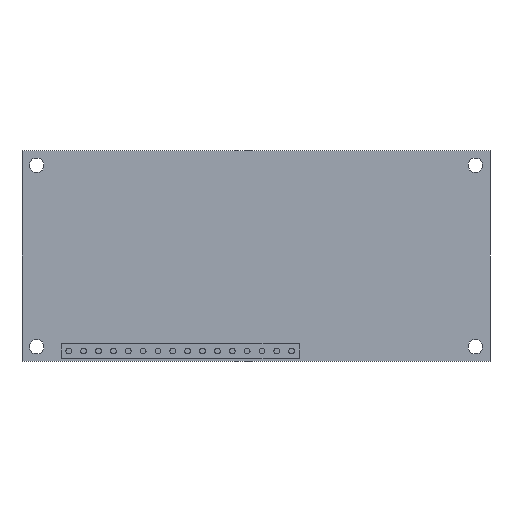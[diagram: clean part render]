
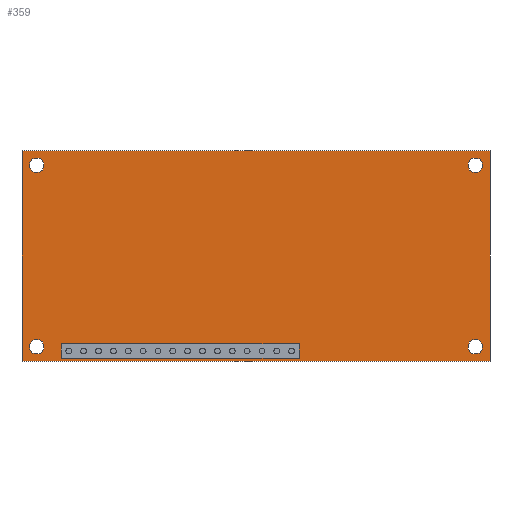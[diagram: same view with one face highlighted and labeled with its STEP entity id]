
A CAD part, front view. The second image highlights one B-rep face of the part: STEP entity #359.
In plain terms, the highlighted planar face has unit normal (0, -1, 0).
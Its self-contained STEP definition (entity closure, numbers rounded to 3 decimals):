
#3 = DIRECTION ( 'NONE',  ( 0., 1., 0. ) ) ;
#19 = DIRECTION ( 'NONE',  ( 0., 0., 1. ) ) ;
#73 = VECTOR ( 'NONE', #2792, 1000. ) ;
#78 = DIRECTION ( 'NONE',  ( 0., 0., 1. ) ) ;
#164 = DIRECTION ( 'NONE',  ( 0., 1., 0. ) ) ;
#216 = CARTESIAN_POINT ( 'NONE',  ( -37.5, 0., 14.25 ) ) ;
#235 = CARTESIAN_POINT ( 'NONE',  ( 7.37, 0., -17.52 ) ) ;
#245 = AXIS2_PLACEMENT_3D ( 'NONE', #2021, #2660, #3315 ) ;
#289 = VERTEX_POINT ( 'NONE', #3009 ) ;
#290 = ORIENTED_EDGE ( 'NONE', *, *, #2472, .F. ) ;
#309 = CARTESIAN_POINT ( 'NONE',  ( 40., 0., 18. ) ) ;
#314 = DIRECTION ( 'NONE',  ( 0., 0., 1. ) ) ;
#324 = VERTEX_POINT ( 'NONE', #3262 ) ;
#330 = PLANE ( 'NONE',  #2603 ) ;
#359 = ADVANCED_FACE ( 'NONE', ( #2677, #777, #4109, #3713, #1027, #3987 ), #330, .F. ) ;
#456 = EDGE_CURVE ( 'NONE', #3420, #3410, #2095, .T. ) ;
#459 = VECTOR ( 'NONE', #2820, 1000. ) ;
#463 = VERTEX_POINT ( 'NONE', #3874 ) ;
#467 = CIRCLE ( 'NONE', #1189, 1.25 ) ;
#535 = ORIENTED_EDGE ( 'NONE', *, *, #4162, .T. ) ;
#589 = ORIENTED_EDGE ( 'NONE', *, *, #2151, .F. ) ;
#644 = ORIENTED_EDGE ( 'NONE', *, *, #1905, .T. ) ;
#656 = ORIENTED_EDGE ( 'NONE', *, *, #3074, .T. ) ;
#709 = ORIENTED_EDGE ( 'NONE', *, *, #2311, .T. ) ;
#712 = ORIENTED_EDGE ( 'NONE', *, *, #3998, .F. ) ;
#757 = VERTEX_POINT ( 'NONE', #2191 ) ;
#777 = FACE_BOUND ( 'NONE', #1544, .T. ) ;
#784 = AXIS2_PLACEMENT_3D ( 'NONE', #1165, #1797, #1784 ) ;
#812 = VECTOR ( 'NONE', #1130, 1000. ) ;
#831 = CARTESIAN_POINT ( 'NONE',  ( 7.37, 0., -14.98 ) ) ;
#862 = CARTESIAN_POINT ( 'NONE',  ( 7.37, 0., -14.98 ) ) ;
#903 = AXIS2_PLACEMENT_3D ( 'NONE', #1350, #1028, #78 ) ;
#922 = ORIENTED_EDGE ( 'NONE', *, *, #2923, .F. ) ;
#928 = CARTESIAN_POINT ( 'NONE',  ( 37.5, 0., -15.5 ) ) ;
#933 = CARTESIAN_POINT ( 'NONE',  ( 40., 0., -18. ) ) ;
#944 = EDGE_LOOP ( 'NONE', ( #535, #709 ) ) ;
#1026 = AXIS2_PLACEMENT_3D ( 'NONE', #3582, #3, #4186 ) ;
#1027 = FACE_OUTER_BOUND ( 'NONE', #2644, .T. ) ;
#1028 = DIRECTION ( 'NONE',  ( 0., 1., 0. ) ) ;
#1062 = CARTESIAN_POINT ( 'NONE',  ( 40., 0., 18. ) ) ;
#1112 = ORIENTED_EDGE ( 'NONE', *, *, #3921, .T. ) ;
#1130 = DIRECTION ( 'NONE',  ( 0., 0., 1. ) ) ;
#1165 = CARTESIAN_POINT ( 'NONE',  ( -37.5, 0., 15.5 ) ) ;
#1189 = AXIS2_PLACEMENT_3D ( 'NONE', #2080, #164, #2096 ) ;
#1208 = VERTEX_POINT ( 'NONE', #1340 ) ;
#1259 = CARTESIAN_POINT ( 'NONE',  ( -33.27, 0., -17.52 ) ) ;
#1340 = CARTESIAN_POINT ( 'NONE',  ( -37.5, 0., -16.75 ) ) ;
#1350 = CARTESIAN_POINT ( 'NONE',  ( -37.5, 0., 15.5 ) ) ;
#1370 = AXIS2_PLACEMENT_3D ( 'NONE', #928, #4175, #4136 ) ;
#1434 = CARTESIAN_POINT ( 'NONE',  ( -33.27, 0., -17.52 ) ) ;
#1463 = DIRECTION ( 'NONE',  ( 0., 0., 1. ) ) ;
#1544 = EDGE_LOOP ( 'NONE', ( #3780, #1112 ) ) ;
#1567 = CIRCLE ( 'NONE', #1370, 1.25 ) ;
#1594 = EDGE_CURVE ( 'NONE', #3248, #1208, #3255, .T. ) ;
#1625 = DIRECTION ( 'NONE',  ( -1., 0., 0. ) ) ;
#1724 = EDGE_CURVE ( 'NONE', #1992, #463, #1860, .T. ) ;
#1784 = DIRECTION ( 'NONE',  ( 0., 0., 1. ) ) ;
#1797 = DIRECTION ( 'NONE',  ( 0., 1., 0. ) ) ;
#1853 = LINE ( 'NONE', #933, #2016 ) ;
#1860 = CIRCLE ( 'NONE', #903, 1.25 ) ;
#1899 = VERTEX_POINT ( 'NONE', #3702 ) ;
#1905 = EDGE_CURVE ( 'NONE', #463, #1992, #2531, .T. ) ;
#1933 = DIRECTION ( 'NONE',  ( 0., 1., 0. ) ) ;
#1981 = CARTESIAN_POINT ( 'NONE',  ( 0., 0., 0. ) ) ;
#1992 = VERTEX_POINT ( 'NONE', #216 ) ;
#2016 = VECTOR ( 'NONE', #2216, 1000. ) ;
#2021 = CARTESIAN_POINT ( 'NONE',  ( 37.5, 0., -15.5 ) ) ;
#2051 = CARTESIAN_POINT ( 'NONE',  ( -33.27, 0., -14.98 ) ) ;
#2066 = CARTESIAN_POINT ( 'NONE',  ( 37.5, 0., 16.75 ) ) ;
#2080 = CARTESIAN_POINT ( 'NONE',  ( 37.5, 0., 15.5 ) ) ;
#2095 = LINE ( 'NONE', #2051, #2442 ) ;
#2096 = DIRECTION ( 'NONE',  ( 0., 0., 1. ) ) ;
#2150 = VERTEX_POINT ( 'NONE', #2626 ) ;
#2151 = EDGE_CURVE ( 'NONE', #289, #2826, #3121, .T. ) ;
#2191 = CARTESIAN_POINT ( 'NONE',  ( 37.5, 0., 14.25 ) ) ;
#2216 = DIRECTION ( 'NONE',  ( -1., 0., 0. ) ) ;
#2224 = LINE ( 'NONE', #3104, #73 ) ;
#2238 = ORIENTED_EDGE ( 'NONE', *, *, #1724, .T. ) ;
#2249 = CARTESIAN_POINT ( 'NONE',  ( -37.5, 0., -15.5 ) ) ;
#2290 = AXIS2_PLACEMENT_3D ( 'NONE', #2653, #3692, #3341 ) ;
#2311 = EDGE_CURVE ( 'NONE', #324, #3637, #2496, .T. ) ;
#2333 = CARTESIAN_POINT ( 'NONE',  ( -33.27, 0., -14.98 ) ) ;
#2379 = LINE ( 'NONE', #1434, #4126 ) ;
#2389 = CARTESIAN_POINT ( 'NONE',  ( -40., 0., 18. ) ) ;
#2409 = EDGE_LOOP ( 'NONE', ( #2238, #644 ) ) ;
#2442 = VECTOR ( 'NONE', #1625, 1000. ) ;
#2472 = EDGE_CURVE ( 'NONE', #1899, #289, #3434, .T. ) ;
#2491 = VERTEX_POINT ( 'NONE', #235 ) ;
#2496 = CIRCLE ( 'NONE', #245, 1.25 ) ;
#2517 = CIRCLE ( 'NONE', #2290, 1.25 ) ;
#2531 = CIRCLE ( 'NONE', #784, 1.25 ) ;
#2591 = EDGE_CURVE ( 'NONE', #3410, #3007, #2940, .T. ) ;
#2603 = AXIS2_PLACEMENT_3D ( 'NONE', #1981, #1933, #19 ) ;
#2612 = DIRECTION ( 'NONE',  ( 1., 0., 0. ) ) ;
#2626 = CARTESIAN_POINT ( 'NONE',  ( 40., 0., -18. ) ) ;
#2644 = EDGE_LOOP ( 'NONE', ( #290, #3082, #3423, #589 ) ) ;
#2653 = CARTESIAN_POINT ( 'NONE',  ( 37.5, 0., 15.5 ) ) ;
#2660 = DIRECTION ( 'NONE',  ( 0., 1., 0. ) ) ;
#2677 = FACE_BOUND ( 'NONE', #2409, .T. ) ;
#2679 = ORIENTED_EDGE ( 'NONE', *, *, #456, .F. ) ;
#2792 = DIRECTION ( 'NONE',  ( 0., 0., -1. ) ) ;
#2820 = DIRECTION ( 'NONE',  ( 0., 0., -1. ) ) ;
#2826 = VERTEX_POINT ( 'NONE', #1062 ) ;
#2843 = LINE ( 'NONE', #862, #3971 ) ;
#2851 = EDGE_CURVE ( 'NONE', #757, #2900, #2517, .T. ) ;
#2900 = VERTEX_POINT ( 'NONE', #2066 ) ;
#2923 = EDGE_CURVE ( 'NONE', #2491, #3420, #2843, .T. ) ;
#2940 = LINE ( 'NONE', #3111, #459 ) ;
#3007 = VERTEX_POINT ( 'NONE', #1259 ) ;
#3009 = CARTESIAN_POINT ( 'NONE',  ( -40., 0., 18. ) ) ;
#3029 = DIRECTION ( 'NONE',  ( 1., 0., 0. ) ) ;
#3034 = ORIENTED_EDGE ( 'NONE', *, *, #1594, .T. ) ;
#3074 = EDGE_CURVE ( 'NONE', #1208, #3248, #3775, .T. ) ;
#3082 = ORIENTED_EDGE ( 'NONE', *, *, #3112, .F. ) ;
#3104 = CARTESIAN_POINT ( 'NONE',  ( 40., 0., 18. ) ) ;
#3107 = ORIENTED_EDGE ( 'NONE', *, *, #2591, .F. ) ;
#3111 = CARTESIAN_POINT ( 'NONE',  ( -33.27, 0., -14.98 ) ) ;
#3112 = EDGE_CURVE ( 'NONE', #2150, #1899, #1853, .T. ) ;
#3121 = LINE ( 'NONE', #309, #3591 ) ;
#3218 = DIRECTION ( 'NONE',  ( 0., 1., 0. ) ) ;
#3248 = VERTEX_POINT ( 'NONE', #3654 ) ;
#3255 = CIRCLE ( 'NONE', #3358, 1.25 ) ;
#3262 = CARTESIAN_POINT ( 'NONE',  ( 37.5, 0., -14.25 ) ) ;
#3315 = DIRECTION ( 'NONE',  ( 0., 0., 1. ) ) ;
#3341 = DIRECTION ( 'NONE',  ( 0., 0., 1. ) ) ;
#3358 = AXIS2_PLACEMENT_3D ( 'NONE', #2249, #3218, #314 ) ;
#3410 = VERTEX_POINT ( 'NONE', #2333 ) ;
#3420 = VERTEX_POINT ( 'NONE', #831 ) ;
#3423 = ORIENTED_EDGE ( 'NONE', *, *, #3505, .F. ) ;
#3434 = LINE ( 'NONE', #2389, #812 ) ;
#3505 = EDGE_CURVE ( 'NONE', #2826, #2150, #2224, .T. ) ;
#3549 = CARTESIAN_POINT ( 'NONE',  ( 37.5, 0., -16.75 ) ) ;
#3582 = CARTESIAN_POINT ( 'NONE',  ( -37.5, 0., -15.5 ) ) ;
#3591 = VECTOR ( 'NONE', #2612, 1000. ) ;
#3637 = VERTEX_POINT ( 'NONE', #3549 ) ;
#3654 = CARTESIAN_POINT ( 'NONE',  ( -37.5, 0., -14.25 ) ) ;
#3692 = DIRECTION ( 'NONE',  ( 0., 1., 0. ) ) ;
#3702 = CARTESIAN_POINT ( 'NONE',  ( -40., 0., -18. ) ) ;
#3713 = FACE_BOUND ( 'NONE', #3948, .T. ) ;
#3775 = CIRCLE ( 'NONE', #1026, 1.25 ) ;
#3780 = ORIENTED_EDGE ( 'NONE', *, *, #2851, .T. ) ;
#3874 = CARTESIAN_POINT ( 'NONE',  ( -37.5, 0., 16.75 ) ) ;
#3921 = EDGE_CURVE ( 'NONE', #2900, #757, #467, .T. ) ;
#3948 = EDGE_LOOP ( 'NONE', ( #656, #3034 ) ) ;
#3971 = VECTOR ( 'NONE', #1463, 1000. ) ;
#3987 = FACE_BOUND ( 'NONE', #4155, .T. ) ;
#3998 = EDGE_CURVE ( 'NONE', #3007, #2491, #2379, .T. ) ;
#4109 = FACE_BOUND ( 'NONE', #944, .T. ) ;
#4126 = VECTOR ( 'NONE', #3029, 1000. ) ;
#4136 = DIRECTION ( 'NONE',  ( 0., 0., 1. ) ) ;
#4155 = EDGE_LOOP ( 'NONE', ( #3107, #2679, #922, #712 ) ) ;
#4162 = EDGE_CURVE ( 'NONE', #3637, #324, #1567, .T. ) ;
#4175 = DIRECTION ( 'NONE',  ( 0., 1., 0. ) ) ;
#4186 = DIRECTION ( 'NONE',  ( 0., 0., 1. ) ) ;
